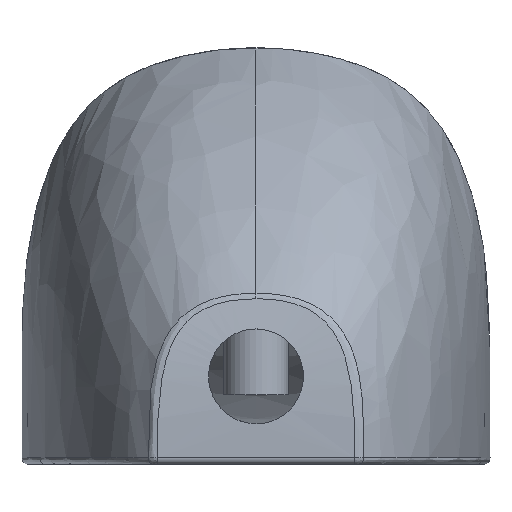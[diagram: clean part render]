
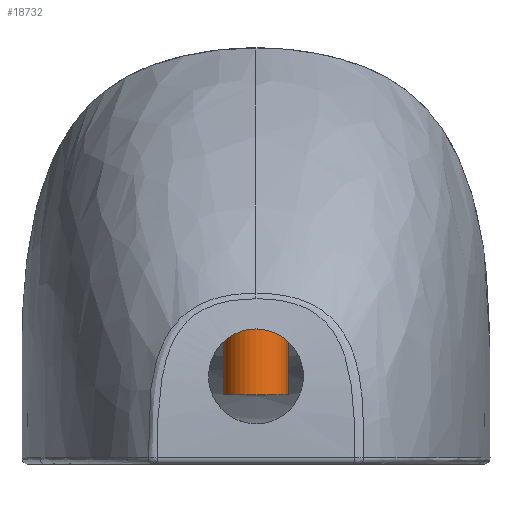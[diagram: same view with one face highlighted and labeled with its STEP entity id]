
A CAD part, front view. The second image highlights one B-rep face of the part: STEP entity #18732.
In plain terms, the highlighted cylindrical face has radius 25.5 mm (diameter 51 mm), a partial arc.
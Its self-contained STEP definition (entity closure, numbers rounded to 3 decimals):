
#144 = CARTESIAN_POINT ( 'NONE',  ( 25.5, 440., 191.78 ) ) ;
#1730 = DIRECTION ( 'NONE',  ( 0., 0., 1. ) ) ;
#1788 = DIRECTION ( 'NONE',  ( 0., 0., 1. ) ) ;
#2072 = DIRECTION ( 'NONE',  ( 1., 0., 0. ) ) ;
#2489 = DIRECTION ( 'NONE',  ( 0., 0., 1. ) ) ;
#2901 = CIRCLE ( 'NONE', #21830, 25.5 ) ;
#3150 = VERTEX_POINT ( 'NONE', #14752 ) ;
#4201 = CARTESIAN_POINT ( 'NONE',  ( 0., 440., 191.78 ) ) ;
#4760 = VERTEX_POINT ( 'NONE', #16101 ) ;
#6209 = DIRECTION ( 'NONE',  ( 1., 0., 0. ) ) ;
#7917 = CIRCLE ( 'NONE', #11558, 25.5 ) ;
#8289 = DIRECTION ( 'NONE',  ( 0., 0., 1. ) ) ;
#8635 = DIRECTION ( 'NONE',  ( 1., 0., 0. ) ) ;
#9528 = CIRCLE ( 'NONE', #11811, 25.5 ) ;
#10516 = DIRECTION ( 'NONE',  ( 0., 0., 1. ) ) ;
#10780 = CARTESIAN_POINT ( 'NONE',  ( 0., 440., 55. ) ) ;
#11130 = VECTOR ( 'NONE', #1730, 1000. ) ;
#11519 = CARTESIAN_POINT ( 'NONE',  ( -25.5, 440., 55. ) ) ;
#11558 = AXIS2_PLACEMENT_3D ( 'NONE', #21360, #10516, #17085 ) ;
#11811 = AXIS2_PLACEMENT_3D ( 'NONE', #4201, #23903, #2072 ) ;
#12484 = EDGE_CURVE ( 'NONE', #25257, #3150, #2901, .T. ) ;
#12800 = EDGE_CURVE ( 'NONE', #24813, #4760, #9528, .T. ) ;
#13348 = CYLINDRICAL_SURFACE ( 'NONE', #27481, 25.5 ) ;
#14410 = EDGE_CURVE ( 'NONE', #25257, #24813, #19131, .T. ) ;
#14752 = CARTESIAN_POINT ( 'NONE',  ( 25.5, 440., 55. ) ) ;
#16101 = CARTESIAN_POINT ( 'NONE',  ( 0., 414.5, 191.78 ) ) ;
#16231 = EDGE_CURVE ( 'NONE', #3150, #16445, #17286, .T. ) ;
#16445 = VERTEX_POINT ( 'NONE', #144 ) ;
#17054 = ORIENTED_EDGE ( 'NONE', *, *, #16231, .T. ) ;
#17085 = DIRECTION ( 'NONE',  ( 1., 0., 0. ) ) ;
#17286 = LINE ( 'NONE', #18997, #11130 ) ;
#17973 = VECTOR ( 'NONE', #8289, 1000. ) ;
#18732 = ADVANCED_FACE ( 'NONE', ( #22178 ), #13348, .T. ) ;
#18837 = ORIENTED_EDGE ( 'NONE', *, *, #25556, .F. ) ;
#18997 = CARTESIAN_POINT ( 'NONE',  ( 25.5, 440., 55. ) ) ;
#19131 = LINE ( 'NONE', #27835, #17973 ) ;
#19940 = CARTESIAN_POINT ( 'NONE',  ( -25.5, 440., 191.78 ) ) ;
#20031 = CARTESIAN_POINT ( 'NONE',  ( 0., 440., 55. ) ) ;
#20417 = ORIENTED_EDGE ( 'NONE', *, *, #14410, .F. ) ;
#21360 = CARTESIAN_POINT ( 'NONE',  ( 0., 440., 191.78 ) ) ;
#21830 = AXIS2_PLACEMENT_3D ( 'NONE', #10780, #1788, #6209 ) ;
#22178 = FACE_OUTER_BOUND ( 'NONE', #27402, .T. ) ;
#23903 = DIRECTION ( 'NONE',  ( 0., 0., 1. ) ) ;
#24691 = ORIENTED_EDGE ( 'NONE', *, *, #12800, .F. ) ;
#24813 = VERTEX_POINT ( 'NONE', #19940 ) ;
#25257 = VERTEX_POINT ( 'NONE', #11519 ) ;
#25556 = EDGE_CURVE ( 'NONE', #4760, #16445, #7917, .T. ) ;
#27402 = EDGE_LOOP ( 'NONE', ( #20417, #27688, #17054, #18837, #24691 ) ) ;
#27481 = AXIS2_PLACEMENT_3D ( 'NONE', #20031, #2489, #8635 ) ;
#27688 = ORIENTED_EDGE ( 'NONE', *, *, #12484, .T. ) ;
#27835 = CARTESIAN_POINT ( 'NONE',  ( -25.5, 440., 55. ) ) ;
